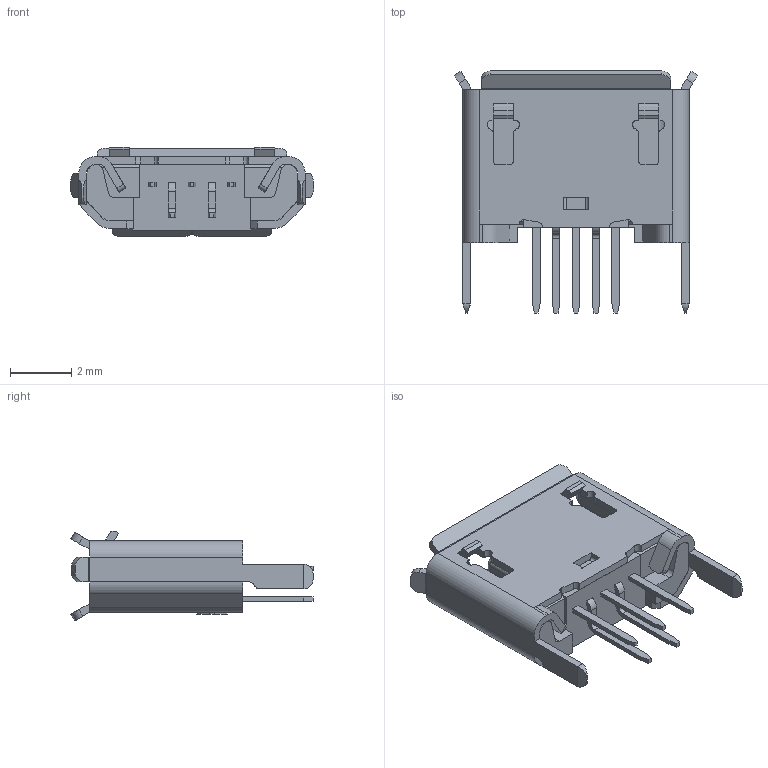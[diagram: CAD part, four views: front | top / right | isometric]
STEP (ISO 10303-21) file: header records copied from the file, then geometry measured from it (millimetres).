
FILE_DESCRIPTION( ( 'STEP AP214' ), '1' );
FILE_NAME( 'USB3131-30-0230-A.stp', '2022-02-08T06:16:47', ( 'License CC BY-ND 4.0' ), ( 'CADENAS' ), ' ', 'PARTsolutions', ' ' );
FILE_SCHEMA( ( 'AUTOMOTIVE_DESIGN { 1 0 10303 214 1 1 1 1 }' ) );
Length unit declared in the file: millimetre
Products named in the file (2): USB3131-30-0230-A; ÕóÁÐ(ÏßÐÔ)2
Assembly tree (1 placements, depth 2):
  USB3131-30-0230-A
    ÕóÁÐ(ÏßÐÔ)2
Bounding box: 7.94 x 7.91 x 2.93 mm (x, y, z)
Volume: 41.3 mm3; surface area: 276.6 mm2
Topology: 1 solids, 1 shells, 545 faces, 1513 edges, 971 vertices
Faces by surface type: plane 393, cylinder 142, bspline 10
Entity records: 21734 total; most frequent: CARTESIAN_POINT 3303, ORIENTED_EDGE 3022, DIRECTION 2820, EDGE_CURVE 1511, LINE 1194, VECTOR 1194, VERTEX_POINT 971, AXIS2_PLACEMENT_3D 813
